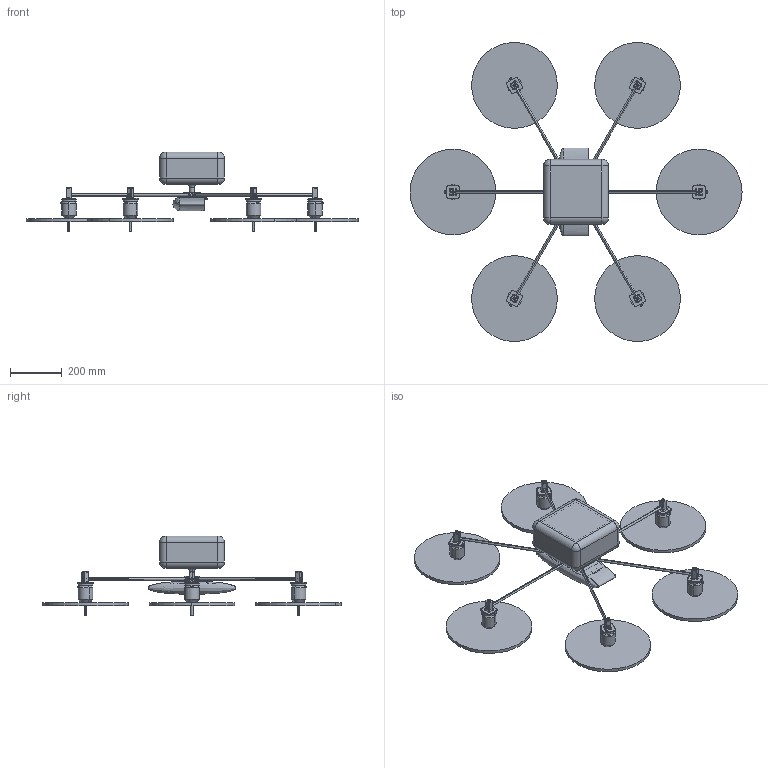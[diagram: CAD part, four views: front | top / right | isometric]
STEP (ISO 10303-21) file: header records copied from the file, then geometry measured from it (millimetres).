
FILE_DESCRIPTION((''),'2;1');
FILE_NAME('UAV_ASM','2023-05-16T16:31:03',('E33734'),(''),'CREO PARAMETRIC BY PTC INC, 2019352','CREO PARAMETRIC BY PTC INC, 2019352','');
FILE_SCHEMA(('CONFIG_CONTROL_DESIGN'));
Length unit declared in the file: millimetre
Products named in the file (37): ORIENT; MAINHUB_1; ARM_1423_6; FLANGE_489_6; MOTOR_6; PROPELLER_6; ARM_1423_5; FLANGE_489_5; MOTOR_5; PROPELLER_5; ARM_1423_3; FLANGE_489_3; MOTOR_3; PROPELLER_3; ARM_1423_1; FLANGE_489_1; MOTOR_1; PROPELLER_1; ARM_1423_2; FLANGE_489_2; MOTOR_2; PROPELLER_2; CARGOCASE; CARGO; FUSELAGE_1; SENSOR_5; SENSOR_2; BATTERY_1; SENSOR_3; SENSOR_1; SENSOR_4; SENSOR_6; ARM_1423_4; FLANGE_489_4; MOTOR_4; PROPELLER_4; UAV_ASM
Assembly tree (36 placements, depth 2):
  UAV_ASM
    ORIENT
    MAINHUB_1
    ARM_1423_6
    FLANGE_489_6
    MOTOR_6
    PROPELLER_6
    ARM_1423_5
    FLANGE_489_5
    MOTOR_5
    PROPELLER_5
    ARM_1423_3
    FLANGE_489_3
    MOTOR_3
    PROPELLER_3
    ARM_1423_1
    FLANGE_489_1
    MOTOR_1
    PROPELLER_1
    ARM_1423_2
    FLANGE_489_2
    MOTOR_2
    PROPELLER_2
    CARGOCASE
    CARGO
    FUSELAGE_1
    SENSOR_5
    SENSOR_2
    BATTERY_1
    SENSOR_3
    SENSOR_1
    SENSOR_4
    SENSOR_6
    ARM_1423_4
    FLANGE_489_4
    MOTOR_4
    PROPELLER_4
Bounding box: 1277.65 x 1150.71 x 307.58 mm (x, y, z)
Volume: 16221685.1 mm3; surface area: 2363676.4 mm2
Topology: 54 solids, 56 shells, 874 faces, 1833 edges, 1090 vertices
Faces by surface type: cylinder 452, plane 267, sphere 96, torus 26, cone 24, revolution 6, extrusion 3
Entity records: 25541 total; most frequent: CARTESIAN_POINT 5780, DIRECTION 4381, ORIENTED_EDGE 3660, EDGE_CURVE 1830, AXIS2_PLACEMENT_3D 1741, VERTEX_POINT 1090, EDGE_LOOP 946, VECTOR 893
